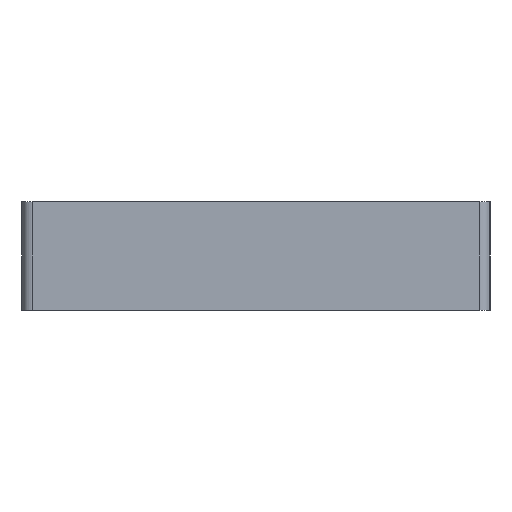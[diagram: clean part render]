
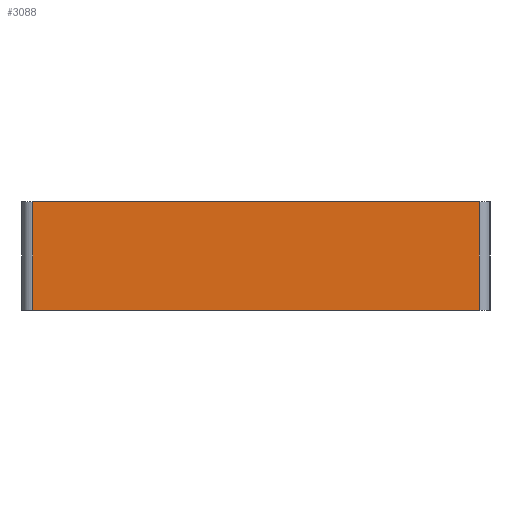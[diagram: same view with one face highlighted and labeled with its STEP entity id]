
A CAD part, left-side view. The second image highlights one B-rep face of the part: STEP entity #3088.
In plain terms, the highlighted planar face has unit normal (-1, 0, 0).
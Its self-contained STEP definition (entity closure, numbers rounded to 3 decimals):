
#58=DIRECTION('',(0.,-1.,0.));
#59=VECTOR('',#58,82.12);
#60=CARTESIAN_POINT('',(-119.872,41.06,0.));
#61=LINE('',#60,#59);
#1061=DIRECTION('',(0.,-1.,0.));
#1062=VECTOR('',#1061,82.12);
#1063=CARTESIAN_POINT('',(-119.872,41.06,20.));
#1064=LINE('',#1063,#1062);
#1127=DIRECTION('',(0.,0.,1.));
#1128=VECTOR('',#1127,20.);
#1129=CARTESIAN_POINT('',(-119.872,-41.06,0.));
#1130=LINE('',#1129,#1128);
#1131=DIRECTION('',(0.,0.,1.));
#1132=VECTOR('',#1131,20.);
#1133=CARTESIAN_POINT('',(-119.872,41.06,0.));
#1134=LINE('',#1133,#1132);
#1366=CARTESIAN_POINT('',(-119.872,41.06,0.));
#1368=VERTEX_POINT('',#1366);
#1369=CARTESIAN_POINT('',(-119.872,-41.06,0.));
#1370=VERTEX_POINT('',#1369);
#1383=CARTESIAN_POINT('',(-119.872,41.06,20.));
#1384=VERTEX_POINT('',#1383);
#1385=CARTESIAN_POINT('',(-119.872,-41.06,20.));
#1386=VERTEX_POINT('',#1385);
#3076=CARTESIAN_POINT('',(-119.872,41.06,0.));
#3077=DIRECTION('',(-1.,0.,0.));
#3078=DIRECTION('',(0.,-1.,0.));
#3079=AXIS2_PLACEMENT_3D('',#3076,#3077,#3078);
#3080=PLANE('',#3079);
#3081=ORIENTED_EDGE('',*,*,#1786,.F.);
#3083=ORIENTED_EDGE('',*,*,#3082,.T.);
#3084=ORIENTED_EDGE('',*,*,#3008,.T.);
#3085=ORIENTED_EDGE('',*,*,#3069,.F.);
#3086=EDGE_LOOP('',(#3081,#3083,#3084,#3085));
#3087=FACE_OUTER_BOUND('',#3086,.F.);
#3088=ADVANCED_FACE('',(#3087),#3080,.T.);
#1786=EDGE_CURVE('',#1368,#1370,#61,.T.);
#3008=EDGE_CURVE('',#1384,#1386,#1064,.T.);
#3069=EDGE_CURVE('',#1370,#1386,#1130,.T.);
#3082=EDGE_CURVE('',#1368,#1384,#1134,.T.);
